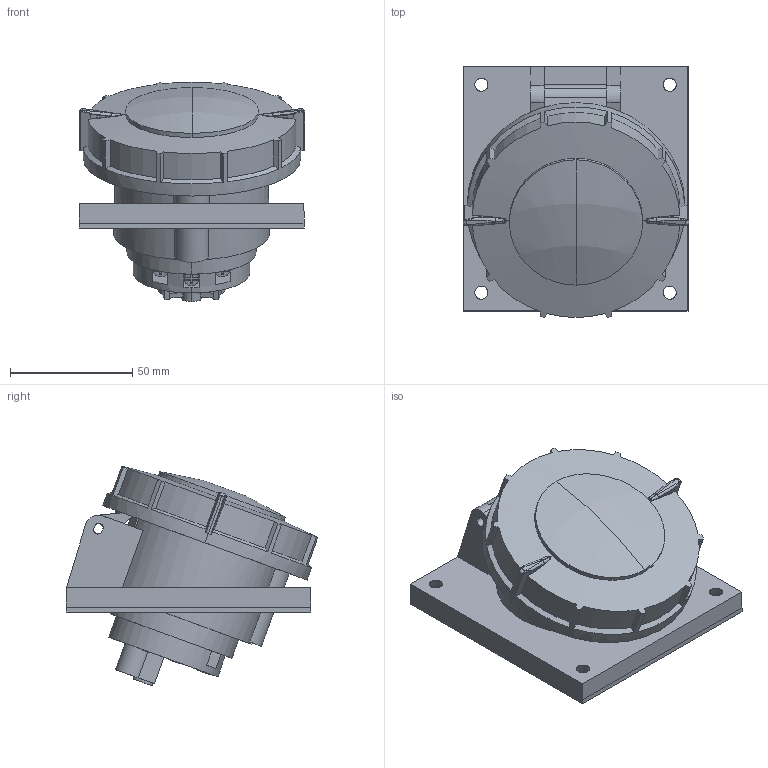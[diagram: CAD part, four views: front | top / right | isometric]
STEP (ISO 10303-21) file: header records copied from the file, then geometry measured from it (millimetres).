
FILE_DESCRIPTION (( 'STEP AP214' ), '1' );
FILE_NAME ('PSR42-016-5-0-67 Ðîçåòêà âñòð. óãë. ÑÑÈ-4152 16À-6÷ 380Â 3P+PE+N IP67 IEK.STEP', '2025-12-25T07:32:37', ( '' ), ( '' ), 'SwSTEP 2.0', 'SolidWorks 2022', '' );
FILE_SCHEMA (( 'AUTOMOTIVE_DESIGN' ));
Length unit declared in the file: millimetre
Products named in the file (1): PSR42-016-5-0-67 Розетка встр. угл. ССИ-4152 16А-6ч 380В 3P+PE+N IP67 IEK
Bounding box: 92.4 x 102.73 x 89.73 mm (x, y, z)
Volume: 255241.9 mm3; surface area: 88298.5 mm2
Topology: 2 solids, 3 shells, 620 faces, 1692 edges, 1129 vertices
Faces by surface type: plane 331, cylinder 183, bspline 57, cone 38, torus 6, sphere 5
Entity records: 24849 total; most frequent: CARTESIAN_POINT 9329, ORIENTED_EDGE 3380, DIRECTION 3009, EDGE_CURVE 1690, VERTEX_POINT 1129, AXIS2_PLACEMENT_3D 1040, VECTOR 929, LINE 929
